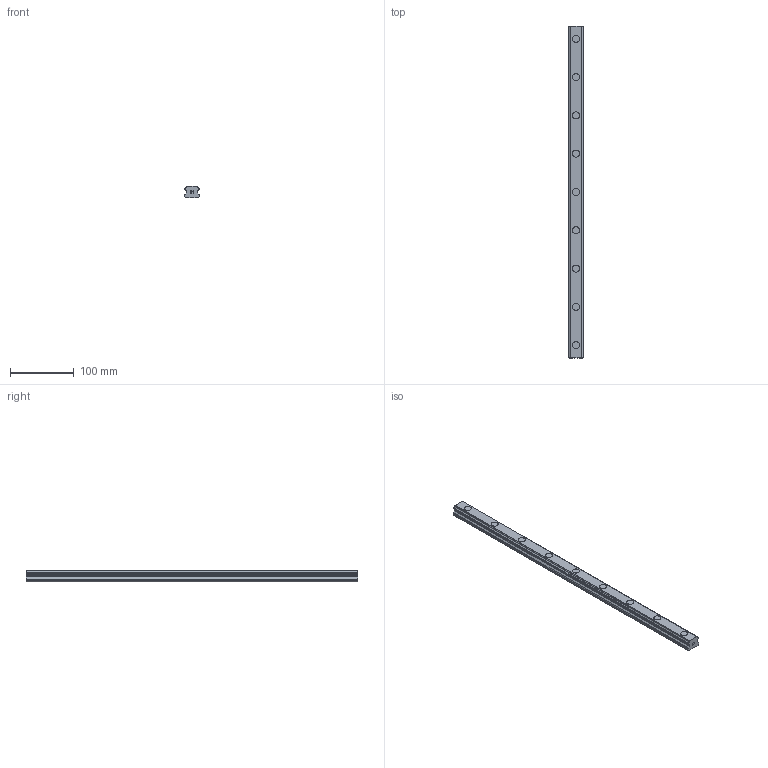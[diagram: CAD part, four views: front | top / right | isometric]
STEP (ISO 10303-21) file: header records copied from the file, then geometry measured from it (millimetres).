
FILE_DESCRIPTION(('STEP AP214'),'1');
FILE_NAME('cctmp_5804ED70-2D76-4FB6-9B1C-11E84B34626B_2021_02_09_15_40_35_0958..stp','2021-02-09T14:40:36',('HIWIN GmbH'),('CADClick - www.CADClick.com'),'Spatial InterOp 3D',' ','unknown authorization');
FILE_SCHEMA(('AUTOMOTIVE_DESIGN'));
Length unit declared in the file: millimetre
Products named in the file (1): EGR25R520C_FILE
Bounding box: 23 x 520 x 18 mm (x, y, z)
Volume: 178482.1 mm3; surface area: 49112.1 mm2
Topology: 1 solids, 1 shells, 213 faces, 567 edges, 378 vertices
Faces by surface type: plane 139, cylinder 74
Entity records: 8429 total; most frequent: DIRECTION 1215, CARTESIAN_POINT 1159, ORIENTED_EDGE 1134, EDGE_CURVE 567, AXIS2_PLACEMENT_3D 434, VERTEX_POINT 378, LINE 347, VECTOR 347
